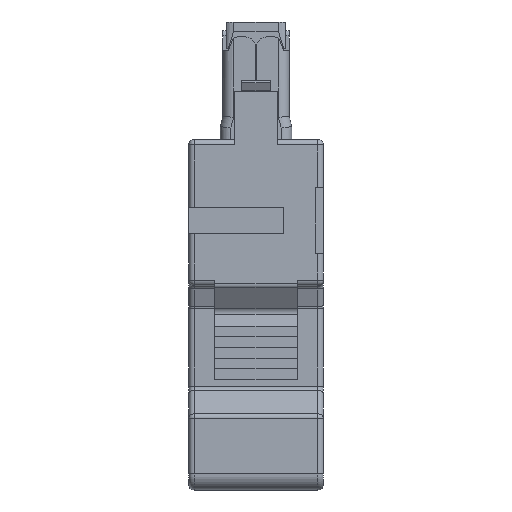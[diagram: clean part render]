
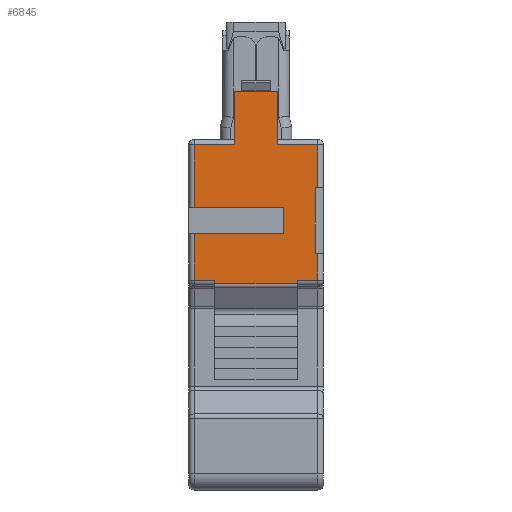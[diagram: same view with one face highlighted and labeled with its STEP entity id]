
A CAD part, left-side view. The second image highlights one B-rep face of the part: STEP entity #6845.
In plain terms, the highlighted planar face has unit normal (-1, 0, 0).
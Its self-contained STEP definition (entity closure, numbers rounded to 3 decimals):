
#21=DIRECTION('',(0.,1.,0.));
#22=VECTOR('',#21,4.);
#23=CARTESIAN_POINT('',(-9.355,-2.,0.));
#24=LINE('',#23,#22);
#25=DIRECTION('',(0.,0.,-1.));
#26=VECTOR('',#25,4.95);
#27=CARTESIAN_POINT('',(-9.355,2.,0.));
#28=LINE('',#27,#26);
#33=DIRECTION('',(0.,-1.,0.));
#34=VECTOR('',#33,1.95);
#35=CARTESIAN_POINT('',(-9.355,-3.85,-17.62));
#36=LINE('',#35,#34);
#37=DIRECTION('',(0.,0.,-1.));
#38=VECTOR('',#37,0.338);
#39=CARTESIAN_POINT('',(-9.355,-3.85,-17.62));
#40=LINE('',#39,#38);
#41=DIRECTION('',(0.,-1.,0.));
#42=VECTOR('',#41,7.7);
#43=CARTESIAN_POINT('',(-9.355,3.85,-17.958));
#44=LINE('',#43,#42);
#45=DIRECTION('',(0.,0.,-1.));
#46=VECTOR('',#45,0.338);
#47=CARTESIAN_POINT('',(-9.355,3.85,-17.62));
#48=LINE('',#47,#46);
#49=DIRECTION('',(0.,1.,0.));
#50=VECTOR('',#49,1.95);
#51=CARTESIAN_POINT('',(-9.355,3.85,-17.62));
#52=LINE('',#51,#50);
#53=DIRECTION('',(0.,0.,1.));
#54=VECTOR('',#53,4.37);
#55=CARTESIAN_POINT('',(-9.355,5.8,-17.62));
#56=LINE('',#55,#54);
#57=DIRECTION('',(0.,-1.,0.));
#58=VECTOR('',#57,8.4);
#59=CARTESIAN_POINT('',(-9.355,5.8,-13.25));
#60=LINE('',#59,#58);
#61=DIRECTION('',(0.,0.,1.));
#62=VECTOR('',#61,2.45);
#63=CARTESIAN_POINT('',(-9.355,-2.6,-13.25));
#64=LINE('',#63,#62);
#65=DIRECTION('',(0.,-1.,0.));
#66=VECTOR('',#65,8.4);
#67=CARTESIAN_POINT('',(-9.355,5.8,-10.8));
#68=LINE('',#67,#66);
#69=DIRECTION('',(0.,0.,1.));
#70=VECTOR('',#69,5.85);
#71=CARTESIAN_POINT('',(-9.355,5.8,-10.8));
#72=LINE('',#71,#70);
#73=DIRECTION('',(0.,1.,0.));
#74=VECTOR('',#73,3.8);
#75=CARTESIAN_POINT('',(-9.355,2.,-4.95));
#76=LINE('',#75,#74);
#77=DIRECTION('',(0.,1.,0.));
#78=VECTOR('',#77,3.8);
#79=CARTESIAN_POINT('',(-9.355,-5.8,-4.95));
#80=LINE('',#79,#78);
#81=DIRECTION('',(0.,0.,-1.));
#82=VECTOR('',#81,4.);
#83=CARTESIAN_POINT('',(-9.355,-5.8,-4.95));
#84=LINE('',#83,#82);
#85=DIRECTION('',(0.,1.,0.));
#86=VECTOR('',#85,0.25);
#87=CARTESIAN_POINT('',(-9.355,-5.8,-8.95));
#88=LINE('',#87,#86);
#89=DIRECTION('',(0.,0.,1.));
#90=VECTOR('',#89,6.15);
#91=CARTESIAN_POINT('',(-9.355,-5.55,-15.1));
#92=LINE('',#91,#90);
#93=DIRECTION('',(0.,1.,0.));
#94=VECTOR('',#93,0.25);
#95=CARTESIAN_POINT('',(-9.355,-5.8,-15.1));
#96=LINE('',#95,#94);
#97=DIRECTION('',(0.,0.,-1.));
#98=VECTOR('',#97,2.52);
#99=CARTESIAN_POINT('',(-9.355,-5.8,-15.1));
#100=LINE('',#99,#98);
#1787=DIRECTION('',(0.,0.,1.));
#1788=VECTOR('',#1787,4.95);
#1789=CARTESIAN_POINT('',(-9.355,-2.,-4.95));
#1790=LINE('',#1789,#1788);
#5200=CARTESIAN_POINT('',(-9.355,2.,0.));
#5202=VERTEX_POINT('',#5200);
#5204=CARTESIAN_POINT('',(-9.355,-2.,0.));
#5206=VERTEX_POINT('',#5204);
#5460=CARTESIAN_POINT('',(-9.355,-5.55,-15.1));
#5461=CARTESIAN_POINT('',(-9.355,-5.55,-8.95));
#5462=VERTEX_POINT('',#5460);
#5463=VERTEX_POINT('',#5461);
#5540=CARTESIAN_POINT('',(-9.355,-2.6,-13.25));
#5541=CARTESIAN_POINT('',(-9.355,-2.6,-10.8));
#5542=VERTEX_POINT('',#5540);
#5543=VERTEX_POINT('',#5541);
#5544=CARTESIAN_POINT('',(-9.355,5.8,-10.8));
#5546=VERTEX_POINT('',#5544);
#5550=CARTESIAN_POINT('',(-9.355,5.8,-4.95));
#5551=VERTEX_POINT('',#5550);
#5552=CARTESIAN_POINT('',(-9.355,2.,-4.95));
#5553=VERTEX_POINT('',#5552);
#5743=CARTESIAN_POINT('',(-9.355,5.8,-13.25));
#5745=VERTEX_POINT('',#5743);
#5750=CARTESIAN_POINT('',(-9.355,-5.8,-4.95));
#5751=CARTESIAN_POINT('',(-9.355,-5.8,-8.95));
#5752=VERTEX_POINT('',#5750);
#5753=VERTEX_POINT('',#5751);
#5762=CARTESIAN_POINT('',(-9.355,-2.,-4.95));
#5763=VERTEX_POINT('',#5762);
#5772=CARTESIAN_POINT('',(-9.355,-5.8,-15.1));
#5774=VERTEX_POINT('',#5772);
#5860=CARTESIAN_POINT('',(-9.355,-5.8,-17.62));
#5861=VERTEX_POINT('',#5860);
#5862=CARTESIAN_POINT('',(-9.355,-3.85,-17.62));
#5863=VERTEX_POINT('',#5862);
#5866=CARTESIAN_POINT('',(-9.355,-3.85,-17.958));
#5867=VERTEX_POINT('',#5866);
#5872=CARTESIAN_POINT('',(-9.355,3.85,-17.958));
#5873=VERTEX_POINT('',#5872);
#5874=CARTESIAN_POINT('',(-9.355,5.8,-17.62));
#5876=VERTEX_POINT('',#5874);
#5882=CARTESIAN_POINT('',(-9.355,3.85,-17.62));
#5883=VERTEX_POINT('',#5882);
#6800=CARTESIAN_POINT('',(-9.355,-6.3,-18.12));
#6801=DIRECTION('',(-1.,0.,0.));
#6802=DIRECTION('',(0.,0.,1.));
#6803=AXIS2_PLACEMENT_3D('',#6800,#6801,#6802);
#6804=PLANE('',#6803);
#6806=ORIENTED_EDGE('',*,*,#6805,.F.);
#6808=ORIENTED_EDGE('',*,*,#6807,.T.);
#6810=ORIENTED_EDGE('',*,*,#6809,.F.);
#6812=ORIENTED_EDGE('',*,*,#6811,.F.);
#6814=ORIENTED_EDGE('',*,*,#6813,.T.);
#6816=ORIENTED_EDGE('',*,*,#6815,.T.);
#6818=ORIENTED_EDGE('',*,*,#6817,.T.);
#6820=ORIENTED_EDGE('',*,*,#6819,.T.);
#6822=ORIENTED_EDGE('',*,*,#6821,.F.);
#6824=ORIENTED_EDGE('',*,*,#6823,.T.);
#6826=ORIENTED_EDGE('',*,*,#6825,.F.);
#6827=ORIENTED_EDGE('',*,*,#6770,.F.);
#6828=ORIENTED_EDGE('',*,*,#6760,.F.);
#6830=ORIENTED_EDGE('',*,*,#6829,.F.);
#6832=ORIENTED_EDGE('',*,*,#6831,.F.);
#6834=ORIENTED_EDGE('',*,*,#6833,.T.);
#6836=ORIENTED_EDGE('',*,*,#6835,.T.);
#6838=ORIENTED_EDGE('',*,*,#6837,.F.);
#6840=ORIENTED_EDGE('',*,*,#6839,.F.);
#6842=ORIENTED_EDGE('',*,*,#6841,.T.);
#6843=EDGE_LOOP('',(#6806,#6808,#6810,#6812,#6814,#6816,#6818,#6820,#6822,#6824,
#6826,#6827,#6828,#6830,#6832,#6834,#6836,#6838,#6840,#6842));
#6844=FACE_OUTER_BOUND('',#6843,.F.);
#6760=EDGE_CURVE('',#5206,#5202,#24,.T.);
#6770=EDGE_CURVE('',#5202,#5553,#28,.T.);
#6805=EDGE_CURVE('',#5863,#5861,#36,.T.);
#6807=EDGE_CURVE('',#5863,#5867,#40,.T.);
#6809=EDGE_CURVE('',#5873,#5867,#44,.T.);
#6811=EDGE_CURVE('',#5883,#5873,#48,.T.);
#6813=EDGE_CURVE('',#5883,#5876,#52,.T.);
#6815=EDGE_CURVE('',#5876,#5745,#56,.T.);
#6817=EDGE_CURVE('',#5745,#5542,#60,.T.);
#6819=EDGE_CURVE('',#5542,#5543,#64,.T.);
#6821=EDGE_CURVE('',#5546,#5543,#68,.T.);
#6823=EDGE_CURVE('',#5546,#5551,#72,.T.);
#6825=EDGE_CURVE('',#5553,#5551,#76,.T.);
#6829=EDGE_CURVE('',#5763,#5206,#1790,.T.);
#6831=EDGE_CURVE('',#5752,#5763,#80,.T.);
#6833=EDGE_CURVE('',#5752,#5753,#84,.T.);
#6835=EDGE_CURVE('',#5753,#5463,#88,.T.);
#6837=EDGE_CURVE('',#5462,#5463,#92,.T.);
#6839=EDGE_CURVE('',#5774,#5462,#96,.T.);
#6841=EDGE_CURVE('',#5774,#5861,#100,.T.);
#6845=ADVANCED_FACE('',(#6844),#6804,.T.);
